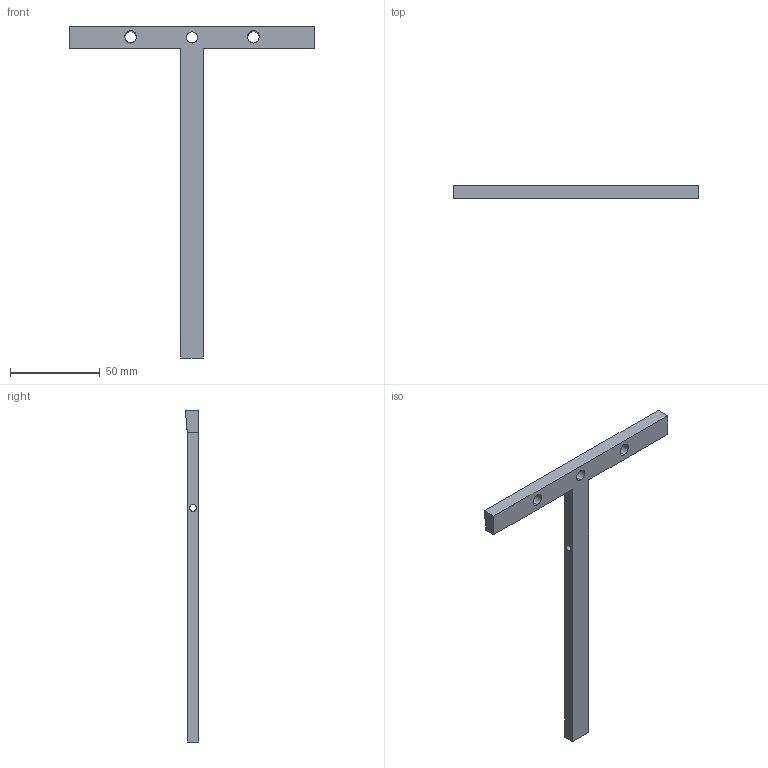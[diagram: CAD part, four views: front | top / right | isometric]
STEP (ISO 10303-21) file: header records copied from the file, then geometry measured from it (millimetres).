
FILE_DESCRIPTION (( 'STEP AP214' ), '1' );
FILE_NAME ('Slider_PulleyClamp.STEP', '2018-03-15T19:42:12', ( '' ), ( '' ), 'SwSTEP 2.0', 'SolidWorks 2017', '' );
FILE_SCHEMA (( 'AUTOMOTIVE_DESIGN' ));
Length unit declared in the file: inch
Products named in the file (1): Slider_PulleyClamp
Bounding box: 137.16 x 7.46 x 185.24 mm (x, y, z)
Volume: 25115.4 mm3; surface area: 12487.9 mm2
Topology: 1 solids, 1 shells, 25 faces, 67 edges, 44 vertices
Faces by surface type: plane 13, cylinder 12
Entity records: 839 total; most frequent: CARTESIAN_POINT 179, ORIENTED_EDGE 134, DIRECTION 123, EDGE_CURVE 67, AXIS2_PLACEMENT_3D 44, VERTEX_POINT 44, VECTOR 35, LINE 35
